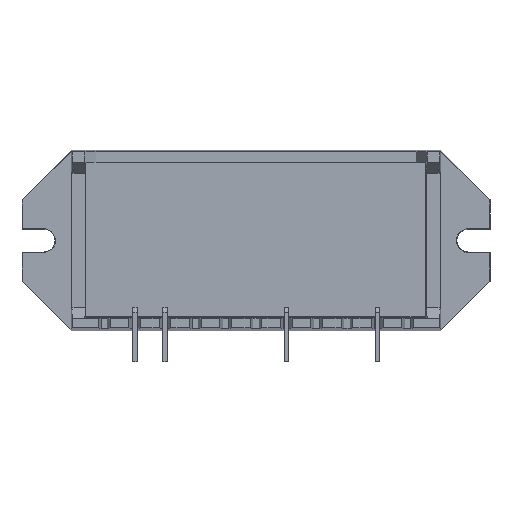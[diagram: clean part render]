
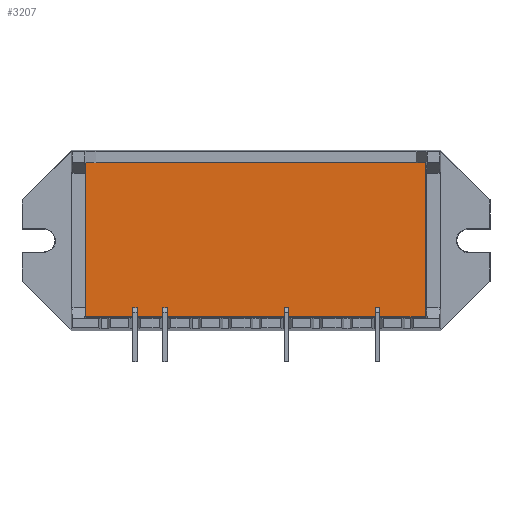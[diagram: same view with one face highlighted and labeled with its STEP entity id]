
A CAD part, top view. The second image highlights one B-rep face of the part: STEP entity #3207.
In plain terms, the highlighted planar face has unit normal (0, 0, 1).
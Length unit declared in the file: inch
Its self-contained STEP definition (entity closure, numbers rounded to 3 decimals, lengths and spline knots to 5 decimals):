
#105 = VERTEX_POINT ( 'NONE', #5247 ) ;
#234 = EDGE_CURVE ( 'NONE', #105, #235, #5595, .T. ) ;
#235 = VERTEX_POINT ( 'NONE', #5548 ) ;
#243 = VERTEX_POINT ( 'NONE', #5628 ) ;
#246 = ORIENTED_EDGE ( 'NONE', *, *, #234, .T. ) ;
#247 = EDGE_CURVE ( 'NONE', #235, #2772, #5623, .T. ) ;
#261 = EDGE_LOOP ( 'NONE', ( #2117, #297, #246, #3206 ) ) ;
#287 = EDGE_CURVE ( 'NONE', #2772, #243, #5753, .T. ) ;
#297 = ORIENTED_EDGE ( 'NONE', *, *, #3203, .T. ) ;
#2117 = ORIENTED_EDGE ( 'NONE', *, *, #287, .T. ) ;
#2772 = VERTEX_POINT ( 'NONE', #7514 ) ;
#3203 = EDGE_CURVE ( 'NONE', #243, #105, #7571, .T. ) ;
#3206 = ORIENTED_EDGE ( 'NONE', *, *, #247, .T. ) ;
#3207 = ADVANCED_FACE ( 'NONE', ( #7574 ), #7540, .T. ) ;
#5247 = CARTESIAN_POINT ( 'NONE',  ( -0.97538, 0.59549, 0.31284 ) ) ;
#5548 = CARTESIAN_POINT ( 'NONE',  ( -0.97538, -0.41912, 0.31284 ) ) ;
#5589 = DIRECTION ( 'NONE',  ( 0., -1., 0. ) ) ;
#5590 = VECTOR ( 'NONE', #5589, 39.37008 ) ;
#5591 = CARTESIAN_POINT ( 'NONE',  ( -0.97538, 0.08819, 0.31284 ) ) ;
#5595 = LINE ( 'NONE', #5591, #5590 ) ;
#5613 = DIRECTION ( 'NONE',  ( 1., 0., 0. ) ) ;
#5614 = VECTOR ( 'NONE', #5613, 39.37008 ) ;
#5617 = CARTESIAN_POINT ( 'NONE',  ( 0.14492, -0.41912, 0.31284 ) ) ;
#5623 = LINE ( 'NONE', #5617, #5614 ) ;
#5628 = CARTESIAN_POINT ( 'NONE',  ( 1.26523, 0.59549, 0.31284 ) ) ;
#5749 = DIRECTION ( 'NONE',  ( 0., 1., 0. ) ) ;
#5750 = VECTOR ( 'NONE', #5749, 39.37008 ) ;
#5751 = CARTESIAN_POINT ( 'NONE',  ( 1.26523, 0.08819, 0.31284 ) ) ;
#5753 = LINE ( 'NONE', #5751, #5750 ) ;
#7514 = CARTESIAN_POINT ( 'NONE',  ( 1.26523, -0.41912, 0.31284 ) ) ;
#7540 = PLANE ( 'NONE',  #7581 ) ;
#7569 = DIRECTION ( 'NONE',  ( -1., 0., 0. ) ) ;
#7570 = VECTOR ( 'NONE', #7569, 39.37008 ) ;
#7571 = LINE ( 'NONE', #7578, #7570 ) ;
#7574 = FACE_OUTER_BOUND ( 'NONE', #261, .T. ) ;
#7578 = CARTESIAN_POINT ( 'NONE',  ( 0.14492, 0.59549, 0.31284 ) ) ;
#7581 = AXIS2_PLACEMENT_3D ( 'NONE', #7589, #7588, #7587 ) ;
#7587 = DIRECTION ( 'NONE',  ( 0., -1., 0. ) ) ;
#7588 = DIRECTION ( 'NONE',  ( 0., 0., 1. ) ) ;
#7589 = CARTESIAN_POINT ( 'NONE',  ( -0.97538, 0.59549, 0.31284 ) ) ;
